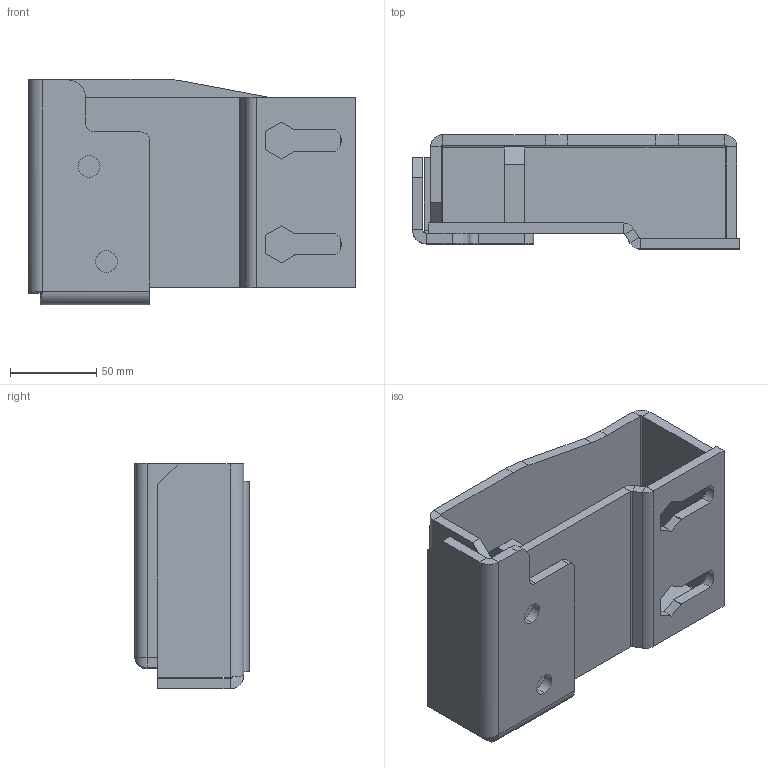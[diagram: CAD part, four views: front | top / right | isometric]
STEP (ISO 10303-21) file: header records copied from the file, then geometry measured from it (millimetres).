
FILE_DESCRIPTION (( 'STEP AP214' ), '1' );
FILE_NAME ('5696 Bolt On Container Lock Box Galvanise.STEP', '2025-12-23T02:46:01', ( '' ), ( '' ), 'SwSTEP 2.0', 'SolidWorks 2025', '' );
FILE_SCHEMA (( 'AUTOMOTIVE_DESIGN' ));
Length unit declared in the file: millimetre
Products named in the file (4): Container_lock_weld_on_box BASE; 5696 Bolt On Container Lock Box Galvanise; Container lock striker; Container_lock_weld_on_box 2_Default<As Machined>
Assembly tree (3 placements, depth 2):
  5696 Bolt On Container Lock Box Galvanise
    Container_lock_weld_on_box BASE
    Container_lock_weld_on_box 2_Default<As Machined>
    Container lock striker
Bounding box: 189 x 66 x 130.5 mm (x, y, z)
Volume: 452706.9 mm3; surface area: 163300.9 mm2
Topology: 4 solids, 4 shells, 143 faces, 335 edges, 198 vertices
Faces by surface type: plane 92, cylinder 39, bspline 12
Entity records: 4703 total; most frequent: CARTESIAN_POINT 1346, ORIENTED_EDGE 666, DIRECTION 655, EDGE_CURVE 333, LINE 249, VECTOR 249, AXIS2_PLACEMENT_3D 203, VERTEX_POINT 198
